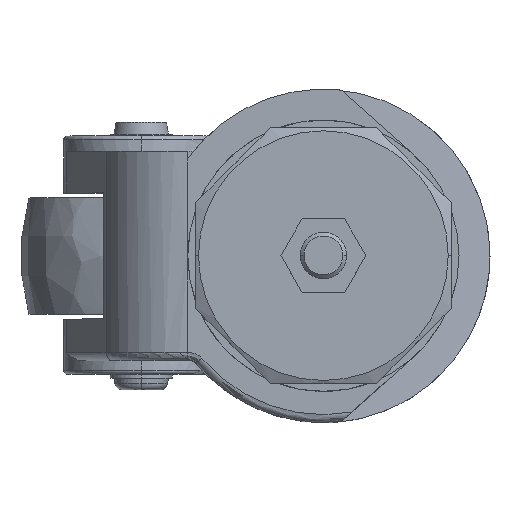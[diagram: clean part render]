
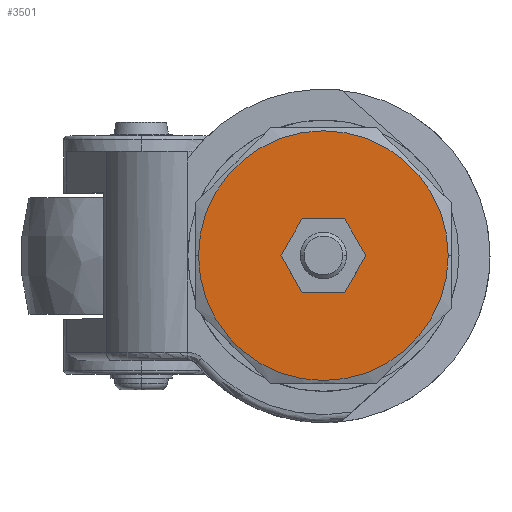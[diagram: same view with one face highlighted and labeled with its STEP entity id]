
A CAD part, top view. The second image highlights one B-rep face of the part: STEP entity #3501.
In plain terms, the highlighted planar face has unit normal (0, 0, 1).
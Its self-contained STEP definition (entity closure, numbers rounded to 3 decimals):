
#188 = ORIENTED_EDGE ( 'NONE', *, *, #7492, .F. ) ;
#221 = PLANE ( 'NONE',  #16231 ) ;
#341 = DIRECTION ( 'NONE',  ( -0.5, -0.866, 0. ) ) ;
#451 = VECTOR ( 'NONE', #10436, 1000. ) ;
#469 = VECTOR ( 'NONE', #5583, 1000. ) ;
#516 = VERTEX_POINT ( 'NONE', #15588 ) ;
#1060 = FACE_OUTER_BOUND ( 'NONE', #4932, .T. ) ;
#1213 = ORIENTED_EDGE ( 'NONE', *, *, #4704, .T. ) ;
#1323 = VECTOR ( 'NONE', #14538, 1000. ) ;
#1467 = DIRECTION ( 'NONE',  ( 1., 0., 0. ) ) ;
#2205 = AXIS2_PLACEMENT_3D ( 'NONE', #5934, #8119, #12053 ) ;
#2682 = CARTESIAN_POINT ( 'NONE',  ( 5.485, -9.5, 0. ) ) ;
#2713 = AXIS2_PLACEMENT_3D ( 'NONE', #13733, #12261, #3535 ) ;
#2888 = ORIENTED_EDGE ( 'NONE', *, *, #6668, .T. ) ;
#2919 = EDGE_CURVE ( 'NONE', #16097, #13524, #3820, .T. ) ;
#2950 = VERTEX_POINT ( 'NONE', #5646 ) ;
#3453 = ORIENTED_EDGE ( 'NONE', *, *, #2919, .F. ) ;
#3501 = ADVANCED_FACE ( 'NONE', ( #1060, #4806 ), #221, .T. ) ;
#3528 = EDGE_CURVE ( 'NONE', #13524, #2950, #6969, .T. ) ;
#3535 = DIRECTION ( 'NONE',  ( 1., 0., 0. ) ) ;
#3820 = LINE ( 'NONE', #10684, #469 ) ;
#3842 = LINE ( 'NONE', #8443, #11378 ) ;
#4065 = CARTESIAN_POINT ( 'NONE',  ( 10.97, 0., 0. ) ) ;
#4121 = DIRECTION ( 'NONE',  ( 0., 0., 1. ) ) ;
#4134 = DIRECTION ( 'NONE',  ( 1., 0., 0. ) ) ;
#4184 = CARTESIAN_POINT ( 'NONE',  ( -5.485, -9.5, 0. ) ) ;
#4674 = DIRECTION ( 'NONE',  ( 0.5, -0.866, 0. ) ) ;
#4704 = EDGE_CURVE ( 'NONE', #5731, #7687, #6167, .T. ) ;
#4806 = FACE_BOUND ( 'NONE', #14737, .T. ) ;
#4932 = EDGE_LOOP ( 'NONE', ( #2888, #1213 ) ) ;
#5190 = CARTESIAN_POINT ( 'NONE',  ( -10.97, 0., 0. ) ) ;
#5283 = ORIENTED_EDGE ( 'NONE', *, *, #13277, .F. ) ;
#5378 = ORIENTED_EDGE ( 'NONE', *, *, #11074, .F. ) ;
#5583 = DIRECTION ( 'NONE',  ( 0.5, 0.866, 0. ) ) ;
#5646 = CARTESIAN_POINT ( 'NONE',  ( 5.485, 9.5, 0. ) ) ;
#5731 = VERTEX_POINT ( 'NONE', #6576 ) ;
#5934 = CARTESIAN_POINT ( 'NONE',  ( 0., 0., 0. ) ) ;
#6013 = ORIENTED_EDGE ( 'NONE', *, *, #11731, .F. ) ;
#6140 = CARTESIAN_POINT ( 'NONE',  ( 10.97, 0., 0. ) ) ;
#6167 = CIRCLE ( 'NONE', #2713, 32.219 ) ;
#6271 = ORIENTED_EDGE ( 'NONE', *, *, #3528, .F. ) ;
#6576 = CARTESIAN_POINT ( 'NONE',  ( 32.219, 0., 0. ) ) ;
#6668 = EDGE_CURVE ( 'NONE', #7687, #5731, #7257, .T. ) ;
#6969 = LINE ( 'NONE', #4065, #451 ) ;
#7257 = CIRCLE ( 'NONE', #2205, 32.219 ) ;
#7492 = EDGE_CURVE ( 'NONE', #2950, #516, #13764, .T. ) ;
#7620 = VECTOR ( 'NONE', #4134, 1000. ) ;
#7687 = VERTEX_POINT ( 'NONE', #8506 ) ;
#7715 = CARTESIAN_POINT ( 'NONE',  ( -5.485, 9.5, 0. ) ) ;
#8119 = DIRECTION ( 'NONE',  ( 0., 0., 1. ) ) ;
#8310 = CARTESIAN_POINT ( 'NONE',  ( 5.485, 9.5, 0. ) ) ;
#8443 = CARTESIAN_POINT ( 'NONE',  ( -10.97, 0., 0. ) ) ;
#8506 = CARTESIAN_POINT ( 'NONE',  ( -32.219, 0., 0. ) ) ;
#8820 = VERTEX_POINT ( 'NONE', #5190 ) ;
#9628 = LINE ( 'NONE', #4184, #7620 ) ;
#10436 = DIRECTION ( 'NONE',  ( -0.5, 0.866, 0. ) ) ;
#10684 = CARTESIAN_POINT ( 'NONE',  ( 5.485, -9.5, 0. ) ) ;
#11074 = EDGE_CURVE ( 'NONE', #12939, #16097, #9628, .T. ) ;
#11378 = VECTOR ( 'NONE', #4674, 1000. ) ;
#11731 = EDGE_CURVE ( 'NONE', #8820, #12939, #3842, .T. ) ;
#11764 = CARTESIAN_POINT ( 'NONE',  ( -5.485, -9.5, 0. ) ) ;
#12053 = DIRECTION ( 'NONE',  ( 1., 0., 0. ) ) ;
#12261 = DIRECTION ( 'NONE',  ( 0., 0., 1. ) ) ;
#12939 = VERTEX_POINT ( 'NONE', #11764 ) ;
#13277 = EDGE_CURVE ( 'NONE', #516, #8820, #16049, .T. ) ;
#13524 = VERTEX_POINT ( 'NONE', #6140 ) ;
#13733 = CARTESIAN_POINT ( 'NONE',  ( 0., 0., 0. ) ) ;
#13764 = LINE ( 'NONE', #8310, #1323 ) ;
#13889 = VECTOR ( 'NONE', #341, 1000. ) ;
#14538 = DIRECTION ( 'NONE',  ( -1., 0., 0. ) ) ;
#14737 = EDGE_LOOP ( 'NONE', ( #6271, #3453, #5378, #6013, #5283, #188 ) ) ;
#15260 = CARTESIAN_POINT ( 'NONE',  ( 0., 0., 0. ) ) ;
#15588 = CARTESIAN_POINT ( 'NONE',  ( -5.485, 9.5, 0. ) ) ;
#16049 = LINE ( 'NONE', #7715, #13889 ) ;
#16097 = VERTEX_POINT ( 'NONE', #2682 ) ;
#16231 = AXIS2_PLACEMENT_3D ( 'NONE', #15260, #4121, #1467 ) ;
